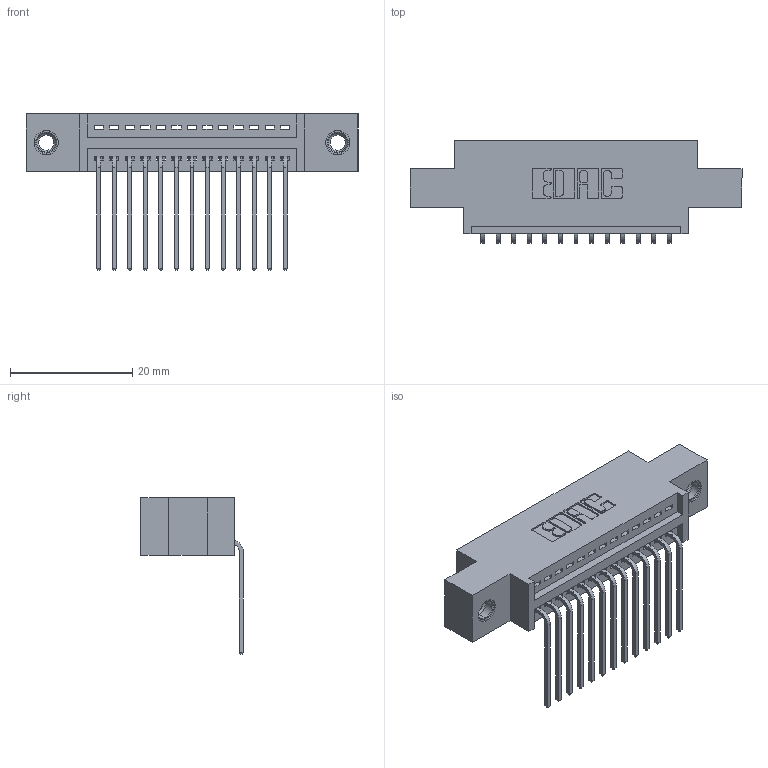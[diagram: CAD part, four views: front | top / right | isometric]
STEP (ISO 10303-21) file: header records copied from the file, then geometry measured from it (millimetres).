
FILE_DESCRIPTION (( 'STEP AP203' ), '1' );
FILE_NAME ('345-013-559-607.STEP', '2019-10-04T04:51:08', ( '' ), ( '' ), 'SwSTEP 2.0', 'SolidWorks 2016', '' );
FILE_SCHEMA (( 'CONFIG_CONTROL_DESIGN' ));
Length unit declared in the file: inch
Products named in the file (4): 345 Part_0.170 Offset - 0.156 Dia-TI; 345-292-001_558 559 Tail - 1; 345-013-559-607; 345-250-001_345-250-005-103
Assembly tree (16 placements, depth 2):
  345-013-559-607
    345 Part_0.170 Offset - 0.156 Dia-TI
    345-292-001_558 559 Tail - 1  x13
    345-250-001_345-250-005-103  x2
Bounding box: 54.23 x 16.75 x 25.53 mm (x, y, z)
Volume: 4829.6 mm3; surface area: 6437.6 mm2
Topology: 16 solids, 16 shells, 970 faces, 2855 edges, 1878 vertices
Faces by surface type: plane 662, cylinder 292, cone 12, torus 4
Entity records: 15090 total; most frequent: CARTESIAN_POINT 2598, ORIENTED_EDGE 2538, DIRECTION 2337, EDGE_CURVE 1269, VECTOR 1065, LINE 1065, VERTEX_POINT 840, AXIS2_PLACEMENT_3D 636
